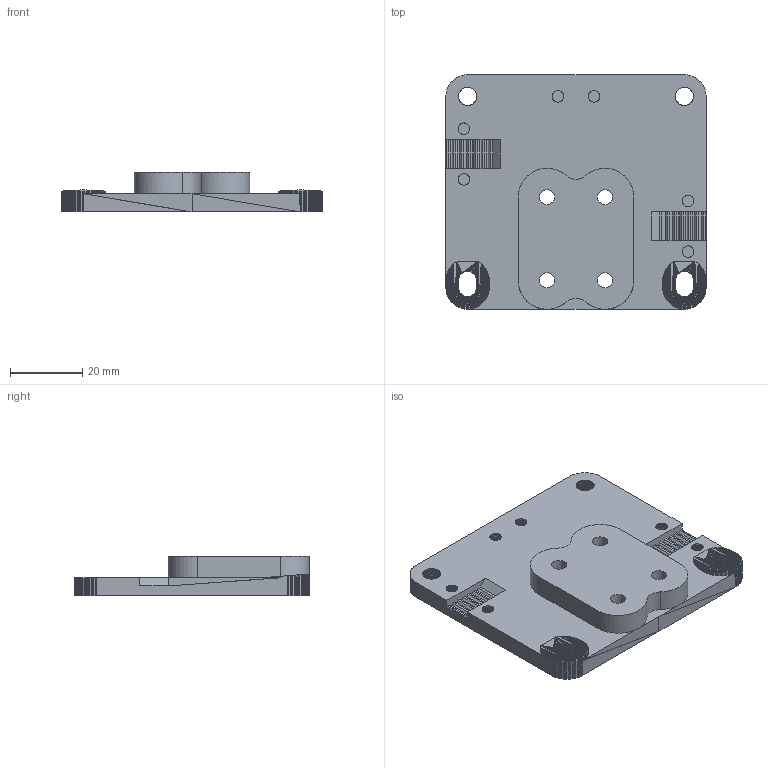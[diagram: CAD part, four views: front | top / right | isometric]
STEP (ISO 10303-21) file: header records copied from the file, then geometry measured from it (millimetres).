
FILE_DESCRIPTION(/* description */ (''),/* implementation_level */ '2;1');
FILE_NAME(/* name */ '1-Print_Carriage_Front_Direct.stp',/* time_stamp */ '2017-03-23T13:06:28-04:00',/* author */ ('Tiktiki'),/* organization */ (''),/* preprocessor_version */ 'ST-DEVELOPER v16.1',/* originating_system */ 'Autodesk Inventor 2016',/* authorisation */ '');
FILE_SCHEMA (('AUTOMOTIVE_DESIGN { 1 0 10303 214 3 1 1 }'));
Length unit declared in the file: millimetre
Products named in the file (1): 1-Print_Carriage_Front_Direct
Bounding box: 72 x 64.9 x 11 mm (x, y, z)
Volume: 27476.7 mm3; surface area: 12856.7 mm2
Topology: 1 solids, 1 shells, 1470 faces, 3389 edges, 1935 vertices
Faces by surface type: plane 1456, cylinder 14
Full cylindrical faces by diameter (mm): 4.2 x4, 8 x4
Entity records: 39401 total; most frequent: CARTESIAN_POINT 6779, ORIENTED_EDGE 6754, DIRECTION 6351, EDGE_CURVE 3377, LINE 3345, VECTOR 3345, VERTEX_POINT 1931, EDGE_LOOP 1508
